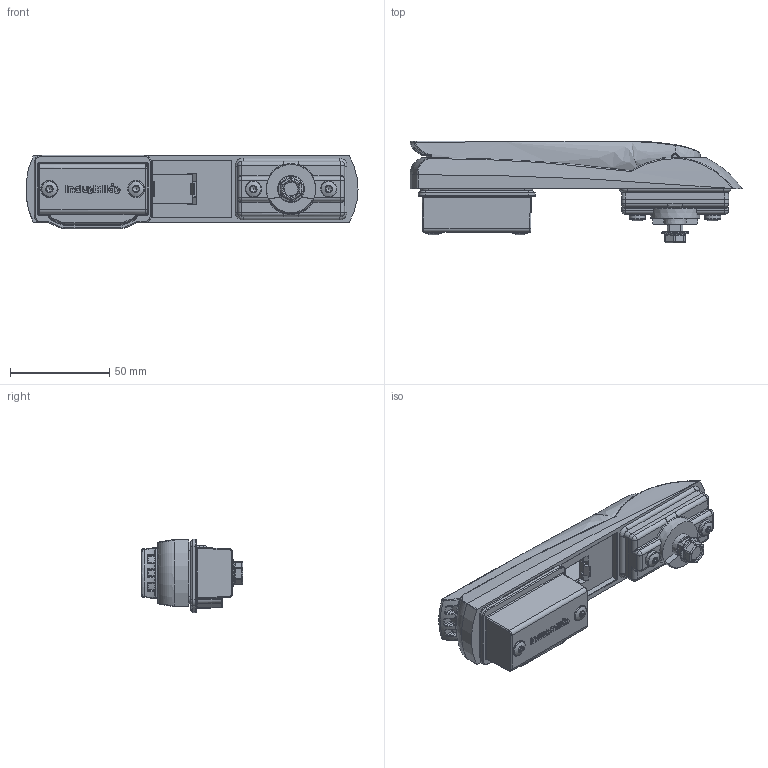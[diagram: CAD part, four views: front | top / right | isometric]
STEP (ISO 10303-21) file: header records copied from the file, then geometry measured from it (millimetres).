
FILE_DESCRIPTION (( 'STEP AP214' ), '1' );
FILE_NAME ('121611120-C60U_Industrilas.step', '2025-09-15T11:19:55', ( '' ), ( '' ), 'SwSTEP 2.0', 'SolidWorks 2010', '' );
FILE_SCHEMA (( 'AUTOMOTIVE_DESIGN' ));
Products named in the file (15): 00005939(12500102)-3; 00005939(12500102)(2)-3; 00005939(12500102)(3)-3; 00007804(12210103-2)-3; 00006074(12506002)-1; 00005941(Default)-3; 00005941(Default)(2)-3; 012139(012135)-3; 00002423-3; 180; 042172-3; 297001-3; 012103(Default)-3; 297027-3; 121611120-C60U_Industrilas
Assembly tree (18 placements, depth 2):
  121611120-C60U_Industrilas
    297001-3
    00005941(Default)(2)-3
    00005939(12500102)-3
    00007804(12210103-2)-3
    012103(Default)-3
    297027-3  x2
    00006074(12506002)-1
    012139(012135)-3  x4
    00005941(Default)-3
    00002423-3
    00005939(12500102)(2)-3
    00005939(12500102)(3)-3
    042172-3
    180
Bounding box: 167.41 x 51.17 x 37 mm (x, y, z)
Volume: 94799.6 mm3; surface area: 68780.9 mm2
Topology: 19 solids, 19 shells, 2553 faces, 6339 edges, 3775 vertices
Faces by surface type: plane 707, bspline 666, cylinder 641, cone 217, torus 214, sphere 108
Full cylindrical faces by diameter (mm): 3.5 x44, 3.502 x8, 4 x5, 4.2 x1, 5 x1, 6 x9, 6.8 x2, 7.25 x1, 8.2 x4, 8.25 x2, 9.9 x1, 10.2 x1, 12.6 x1, 13.5 x1, 15 x1, 16 x2, 16.05 x1
Entity records: 91635 total; most frequent: CARTESIAN_POINT 42305, ORIENTED_EDGE 11092, DIRECTION 8726, EDGE_CURVE 5546, VERTEX_POINT 3415, AXIS2_PLACEMENT_3D 3406, EDGE_LOOP 2587, FACE_OUTER_BOUND 2431
